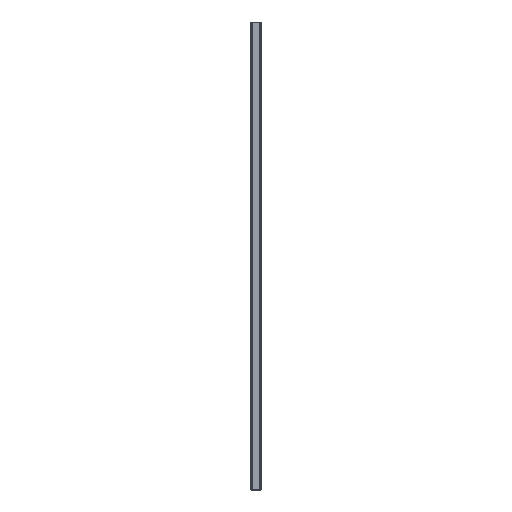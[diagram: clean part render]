
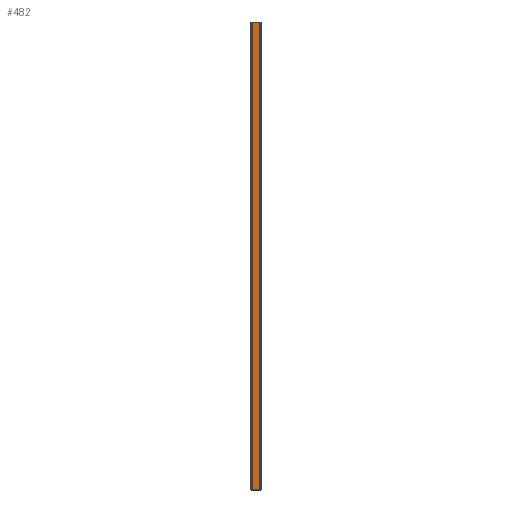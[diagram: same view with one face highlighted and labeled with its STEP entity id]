
A CAD part, top view. The second image highlights one B-rep face of the part: STEP entity #482.
In plain terms, the highlighted planar face has unit normal (0, 0, 1).
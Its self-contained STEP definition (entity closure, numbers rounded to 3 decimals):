
#482=ADVANCED_FACE('',(#983),#984,.T.);
#983=FACE_OUTER_BOUND('',#1511,.T.);
#984=PLANE('',#1512);
#1511=EDGE_LOOP('',(#2902,#2903,#2904,#2905));
#1512=AXIS2_PLACEMENT_3D('',#2906,#2907,#2908);
#2902=ORIENTED_EDGE('',*,*,#3534,.T.);
#2903=ORIENTED_EDGE('',*,*,#3656,.F.);
#2904=ORIENTED_EDGE('',*,*,#3404,.F.);
#2905=ORIENTED_EDGE('',*,*,#3654,.T.);
#2906=CARTESIAN_POINT('',(0.0,870.0,17.5));
#2907=DIRECTION('',(0.0,0.0,1.0));
#2908=DIRECTION('',(-1.0,0.0,-0.0));
#3404=EDGE_CURVE('',#4166,#4168,#4169,.T.);
#3534=EDGE_CURVE('',#4383,#4381,#4384,.T.);
#3654=EDGE_CURVE('',#4166,#4383,#4522,.T.);
#3656=EDGE_CURVE('',#4168,#4381,#4524,.T.);
#4166=VERTEX_POINT('',#5217);
#4168=VERTEX_POINT('',#5220);
#4169=LINE('',#5221,#5222);
#4381=VERTEX_POINT('',#5516);
#4383=VERTEX_POINT('',#5519);
#4384=LINE('',#5520,#5521);
#4522=LINE('',#5687,#5688);
#4524=LINE('',#5690,#5691);
#5217=CARTESIAN_POINT('',(-7.231,870.0,17.5));
#5220=CARTESIAN_POINT('',(7.231,870.0,17.5));
#5221=CARTESIAN_POINT('',(-7.231,870.0,17.5));
#5222=VECTOR('',#6061,1.0);
#5516=CARTESIAN_POINT('',(7.231,0.0,17.5));
#5519=CARTESIAN_POINT('',(-7.231,0.0,17.5));
#5520=CARTESIAN_POINT('',(-7.231,0.0,17.5));
#5521=VECTOR('',#6211,1.0);
#5687=CARTESIAN_POINT('',(-7.231,870.0,17.5));
#5688=VECTOR('',#6363,1.0);
#5690=CARTESIAN_POINT('',(7.231,870.0,17.5));
#5691=VECTOR('',#6364,1.0);
#6061=DIRECTION('',(1.0,0.0,0.0));
#6211=DIRECTION('',(1.0,0.0,0.0));
#6363=DIRECTION('',(0.0,-1.0,0.0));
#6364=DIRECTION('',(0.0,-1.0,0.0));
